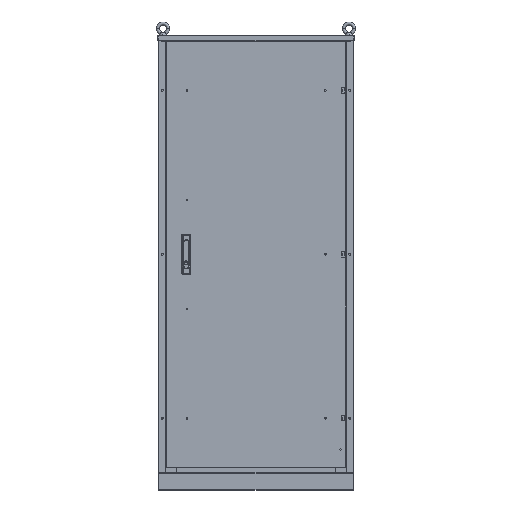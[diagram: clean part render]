
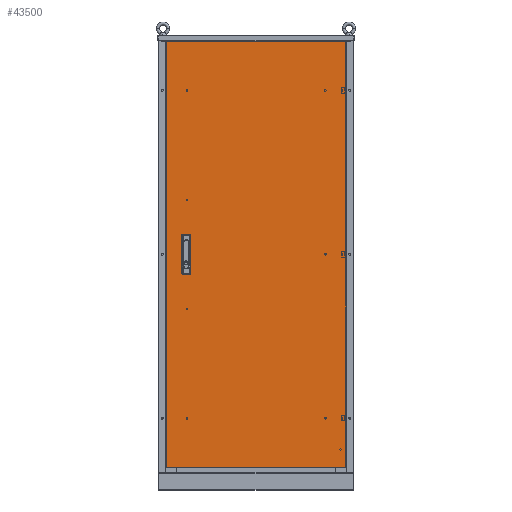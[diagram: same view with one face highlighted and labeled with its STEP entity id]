
A CAD part, top view. The second image highlights one B-rep face of the part: STEP entity #43500.
In plain terms, the highlighted planar face has unit normal (0, 0, 1).
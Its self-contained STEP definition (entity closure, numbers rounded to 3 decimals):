
#541 = VECTOR ( 'NONE', #75878, 1000. ) ;
#1130 = CARTESIAN_POINT ( 'NONE',  ( -645.5, 75.25, 1.5 ) ) ;
#1444 = VERTEX_POINT ( 'NONE', #47362 ) ;
#2634 = PLANE ( 'NONE',  #10261 ) ;
#3228 = VERTEX_POINT ( 'NONE', #25732 ) ;
#6199 = CARTESIAN_POINT ( 'NONE',  ( -645.5, 24.75, 1.5 ) ) ;
#6207 = CARTESIAN_POINT ( 'NONE',  ( -671., 75.25, 1.5 ) ) ;
#7217 = CARTESIAN_POINT ( 'NONE',  ( -740., 878.5, 1.5 ) ) ;
#7401 = VERTEX_POINT ( 'NONE', #6199 ) ;
#9274 = LINE ( 'NONE', #79069, #26515 ) ;
#10044 = VERTEX_POINT ( 'NONE', #12016 ) ;
#10261 = AXIS2_PLACEMENT_3D ( 'NONE', #39411, #46587, #54478 ) ;
#10790 = EDGE_CURVE ( 'NONE', #71652, #7401, #86411, .T. ) ;
#11000 = CARTESIAN_POINT ( 'NONE',  ( -671., -75.25, 1.5 ) ) ;
#12016 = CARTESIAN_POINT ( 'NONE',  ( 0., 878.5, 1.5 ) ) ;
#12975 = FACE_OUTER_BOUND ( 'NONE', #26350, .T. ) ;
#13132 = VECTOR ( 'NONE', #39704, 1000. ) ;
#14440 = EDGE_CURVE ( 'NONE', #1444, #89073, #78770, .T. ) ;
#14729 = DIRECTION ( 'NONE',  ( 0., -1., 0. ) ) ;
#15392 = VERTEX_POINT ( 'NONE', #78062 ) ;
#16942 = DIRECTION ( 'NONE',  ( -1., 0., 0. ) ) ;
#17182 = DIRECTION ( 'NONE',  ( 0., 1., 0. ) ) ;
#18747 = ORIENTED_EDGE ( 'NONE', *, *, #28988, .T. ) ;
#18928 = VECTOR ( 'NONE', #16942, 1000. ) ;
#19739 = ORIENTED_EDGE ( 'NONE', *, *, #80007, .F. ) ;
#19874 = DIRECTION ( 'NONE',  ( 1., 0., 0. ) ) ;
#20837 = CARTESIAN_POINT ( 'NONE',  ( -671., 24.75, 1.5 ) ) ;
#21233 = LINE ( 'NONE', #31696, #18928 ) ;
#21900 = VECTOR ( 'NONE', #58030, 1000. ) ;
#25732 = CARTESIAN_POINT ( 'NONE',  ( -671., -24.75, 1.5 ) ) ;
#26350 = EDGE_LOOP ( 'NONE', ( #79412, #48132, #18747, #96077 ) ) ;
#26515 = VECTOR ( 'NONE', #26877, 1000. ) ;
#26877 = DIRECTION ( 'NONE',  ( -1., 0., 0. ) ) ;
#28711 = EDGE_CURVE ( 'NONE', #44710, #15392, #61373, .T. ) ;
#28782 = VERTEX_POINT ( 'NONE', #44234 ) ;
#28988 = EDGE_CURVE ( 'NONE', #73736, #10044, #70686, .T. ) ;
#30784 = CARTESIAN_POINT ( 'NONE',  ( -740., -878.5, 1.5 ) ) ;
#31631 = CARTESIAN_POINT ( 'NONE',  ( -645.5, -75.25, 1.5 ) ) ;
#31696 = CARTESIAN_POINT ( 'NONE',  ( -671., -24.75, 1.5 ) ) ;
#32199 = ORIENTED_EDGE ( 'NONE', *, *, #70703, .F. ) ;
#33307 = VERTEX_POINT ( 'NONE', #30784 ) ;
#35595 = EDGE_LOOP ( 'NONE', ( #87119, #83590, #19739, #74397 ) ) ;
#36032 = VECTOR ( 'NONE', #14729, 1000. ) ;
#36567 = VECTOR ( 'NONE', #55295, 1000. ) ;
#37798 = EDGE_LOOP ( 'NONE', ( #46995, #65911, #61190, #32199 ) ) ;
#39411 = CARTESIAN_POINT ( 'NONE',  ( 0., 0., 1.5 ) ) ;
#39704 = DIRECTION ( 'NONE',  ( 0., -1., 0. ) ) ;
#39838 = LINE ( 'NONE', #68307, #541 ) ;
#39967 = DIRECTION ( 'NONE',  ( 1., 0., 0. ) ) ;
#41868 = EDGE_CURVE ( 'NONE', #28782, #3228, #21233, .T. ) ;
#42311 = DIRECTION ( 'NONE',  ( 0., 1., 0. ) ) ;
#43500 = ADVANCED_FACE ( 'NONE', ( #72193, #49898, #12975 ), #2634, .T. ) ;
#43766 = LINE ( 'NONE', #66446, #61361 ) ;
#44060 = VECTOR ( 'NONE', #19874, 1000. ) ;
#44234 = CARTESIAN_POINT ( 'NONE',  ( -645.5, -24.75, 1.5 ) ) ;
#44646 = EDGE_CURVE ( 'NONE', #89073, #28782, #43766, .T. ) ;
#44710 = VERTEX_POINT ( 'NONE', #1130 ) ;
#46499 = CARTESIAN_POINT ( 'NONE',  ( 0., 878.5, 1.5 ) ) ;
#46587 = DIRECTION ( 'NONE',  ( 0., 0., 1. ) ) ;
#46995 = ORIENTED_EDGE ( 'NONE', *, *, #10790, .F. ) ;
#47362 = CARTESIAN_POINT ( 'NONE',  ( -671., -75.25, 1.5 ) ) ;
#47373 = LINE ( 'NONE', #84912, #49742 ) ;
#48132 = ORIENTED_EDGE ( 'NONE', *, *, #83812, .T. ) ;
#49742 = VECTOR ( 'NONE', #39967, 1000. ) ;
#49898 = FACE_BOUND ( 'NONE', #35595, .T. ) ;
#50747 = VECTOR ( 'NONE', #17182, 1000. ) ;
#54478 = DIRECTION ( 'NONE',  ( 1., 0., 0. ) ) ;
#55295 = DIRECTION ( 'NONE',  ( 1., 0., 0. ) ) ;
#56253 = VECTOR ( 'NONE', #42311, 1000. ) ;
#58030 = DIRECTION ( 'NONE',  ( -1., 0., 0. ) ) ;
#61190 = ORIENTED_EDGE ( 'NONE', *, *, #28711, .F. ) ;
#61361 = VECTOR ( 'NONE', #73974, 1000. ) ;
#61373 = LINE ( 'NONE', #6207, #21900 ) ;
#62812 = EDGE_CURVE ( 'NONE', #68763, #33307, #88808, .T. ) ;
#65003 = CARTESIAN_POINT ( 'NONE',  ( -671., 24.75, 1.5 ) ) ;
#65911 = ORIENTED_EDGE ( 'NONE', *, *, #91725, .F. ) ;
#66446 = CARTESIAN_POINT ( 'NONE',  ( -645.5, -75.25, 1.5 ) ) ;
#68307 = CARTESIAN_POINT ( 'NONE',  ( -671., -75.25, 1.5 ) ) ;
#68763 = VERTEX_POINT ( 'NONE', #96764 ) ;
#70686 = LINE ( 'NONE', #46499, #50747 ) ;
#70703 = EDGE_CURVE ( 'NONE', #7401, #44710, #93877, .T. ) ;
#71652 = VERTEX_POINT ( 'NONE', #20837 ) ;
#72193 = FACE_BOUND ( 'NONE', #37798, .T. ) ;
#72357 = LINE ( 'NONE', #84642, #13132 ) ;
#73736 = VERTEX_POINT ( 'NONE', #80660 ) ;
#73974 = DIRECTION ( 'NONE',  ( 0., 1., 0. ) ) ;
#73999 = EDGE_CURVE ( 'NONE', #10044, #68763, #9274, .T. ) ;
#74397 = ORIENTED_EDGE ( 'NONE', *, *, #41868, .F. ) ;
#75878 = DIRECTION ( 'NONE',  ( 0., -1., 0. ) ) ;
#78062 = CARTESIAN_POINT ( 'NONE',  ( -671., 75.25, 1.5 ) ) ;
#78770 = LINE ( 'NONE', #11000, #36567 ) ;
#79069 = CARTESIAN_POINT ( 'NONE',  ( -740., 878.5, 1.5 ) ) ;
#79412 = ORIENTED_EDGE ( 'NONE', *, *, #62812, .T. ) ;
#80007 = EDGE_CURVE ( 'NONE', #3228, #1444, #39838, .T. ) ;
#80660 = CARTESIAN_POINT ( 'NONE',  ( 0., -878.5, 1.5 ) ) ;
#83590 = ORIENTED_EDGE ( 'NONE', *, *, #14440, .F. ) ;
#83812 = EDGE_CURVE ( 'NONE', #33307, #73736, #47373, .T. ) ;
#84642 = CARTESIAN_POINT ( 'NONE',  ( -671., 75.25, 1.5 ) ) ;
#84912 = CARTESIAN_POINT ( 'NONE',  ( -740., -878.5, 1.5 ) ) ;
#86411 = LINE ( 'NONE', #65003, #44060 ) ;
#87119 = ORIENTED_EDGE ( 'NONE', *, *, #44646, .F. ) ;
#88808 = LINE ( 'NONE', #7217, #36032 ) ;
#89073 = VERTEX_POINT ( 'NONE', #31631 ) ;
#91725 = EDGE_CURVE ( 'NONE', #15392, #71652, #72357, .T. ) ;
#93877 = LINE ( 'NONE', #94855, #56253 ) ;
#94855 = CARTESIAN_POINT ( 'NONE',  ( -645.5, 75.25, 1.5 ) ) ;
#96077 = ORIENTED_EDGE ( 'NONE', *, *, #73999, .T. ) ;
#96764 = CARTESIAN_POINT ( 'NONE',  ( -740., 878.5, 1.5 ) ) ;
